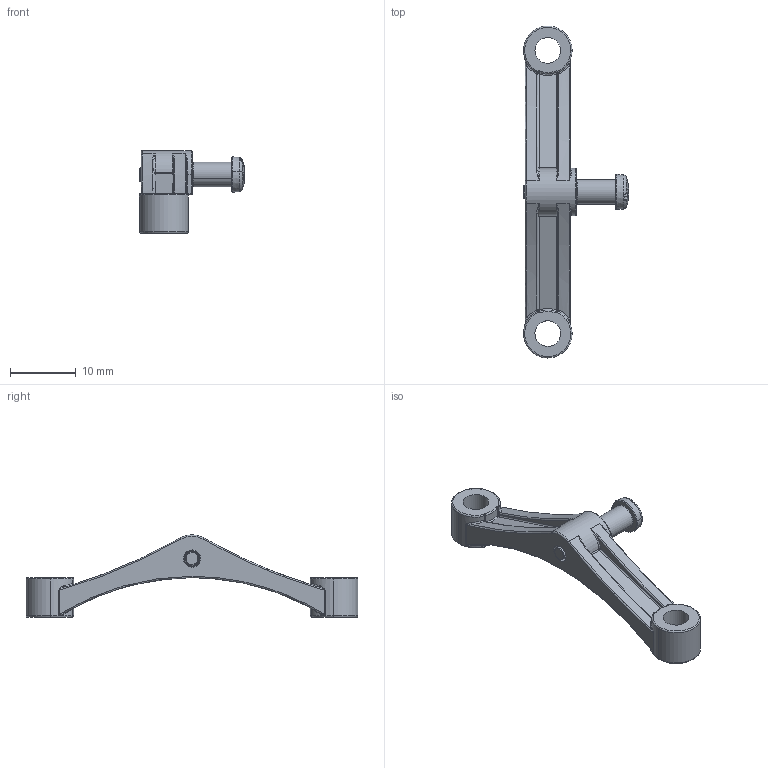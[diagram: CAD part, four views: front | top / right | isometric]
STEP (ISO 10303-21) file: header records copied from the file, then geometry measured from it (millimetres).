
FILE_DESCRIPTION(/* description */ ('CAx-IF Rec.Pracs.---Representation and Presentation of Product Manufacturing Information (PMI)---4.0---2014-10-13','CAx-IF Rec.Pracs.---3D Tessellated Geometry---0.4---2014-09-14','2;1'),/* implementation_level */ '2;1');
FILE_NAME(/* name */ 'Bras direction D7 51319',/* time_stamp */ '2024-09-25T14:53:43+02:00',/* author */ (''),/* organization */ (''),/* preprocessor_version */ 'ST-DEVELOPER v16.7',/* originating_system */ 'SIEMENS PLM Software NX 1867',/* authorisation */ $);
FILE_SCHEMA (('AP242_MANAGED_MODEL_BASED_3D_ENGINEERING_MIM_LF { 1 0 10303 442 1 1 4 }'));
Length unit declared in the file: millimetre
Products named in the file (2): Bras direction D7 51319; Vis 3x14 MB2 50582
Assembly tree (1 placements, depth 2):
  Bras direction D7 51319
    Vis 3x14 MB2 50582
Bounding box: 15.97 x 50.4 x 12.5 mm (x, y, z)
Volume: 1339.2 mm3; surface area: 1744.9 mm2
Topology: 2 solids, 2 shells, 539 faces, 1249 edges, 656 vertices
Faces by surface type: bspline 197, cylinder 118, torus 111, sphere 66, plane 42, cone 5
Entity records: 26399 total; most frequent: CARTESIAN_POINT 15884, ORIENTED_EDGE 2378, DIRECTION 1772, EDGE_CURVE 1189, AXIS2_PLACEMENT_3D 812, VERTEX_POINT 656, B_SPLINE_CURVE_WITH_KNOTS 573, EDGE_LOOP 547
